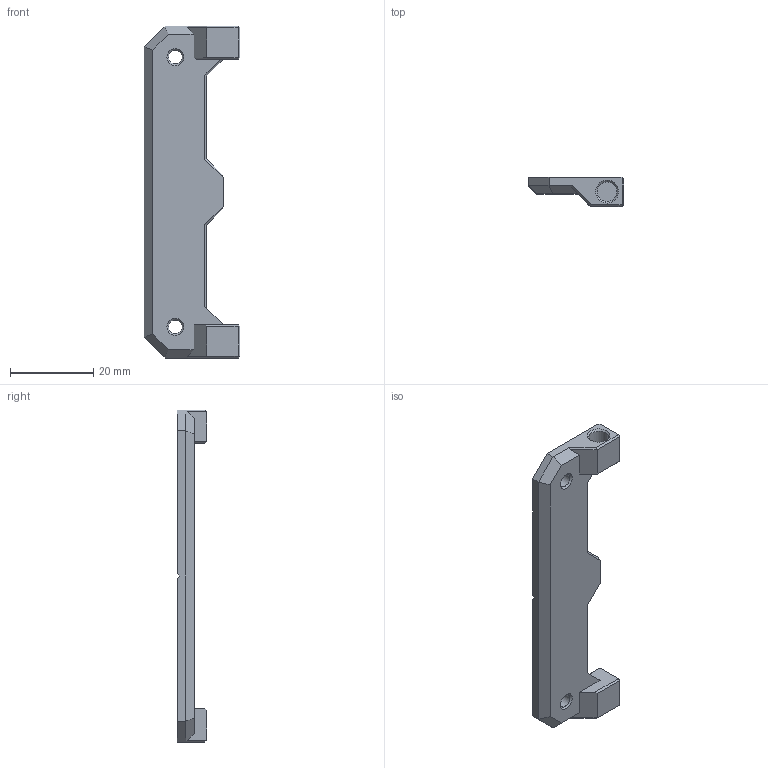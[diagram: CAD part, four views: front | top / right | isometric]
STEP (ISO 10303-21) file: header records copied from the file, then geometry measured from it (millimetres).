
FILE_DESCRIPTION(/* description */ (''),/* implementation_level */ '2;1');
FILE_NAME(/* name */ 'Micron Front Brace v2.step',/* time_stamp */ '2021-10-21T19:26:12+02:00',/* author */ (''),/* organization */ (''),/* preprocessor_version */ 'ST-DEVELOPER v18.1',/* originating_system */ 'Autodesk Translation Framework v10.10.0.1391',/* authorisation */ '');
FILE_SCHEMA (('AUTOMOTIVE_DESIGN { 1 0 10303 214 3 1 1 }'));
Length unit declared in the file: millimetre
Products named in the file (1): Micron Front Brace
Bounding box: 23 x 7 x 80 mm (x, y, z)
Volume: 5462.3 mm3; surface area: 3791.1 mm2
Topology: 1 solids, 1 shells, 81 faces, 192 edges, 115 vertices
Faces by surface type: plane 71, cone 6, cylinder 4
Full cylindrical faces by diameter (mm): 3.3 x2, 4.7 x2
Entity records: 2289 total; most frequent: CARTESIAN_POINT 389, ORIENTED_EDGE 384, DIRECTION 370, EDGE_CURVE 192, LINE 178, VECTOR 178, VERTEX_POINT 115, AXIS2_PLACEMENT_3D 96
